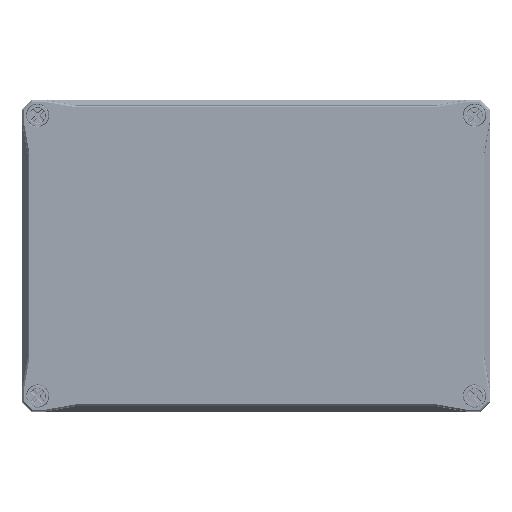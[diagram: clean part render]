
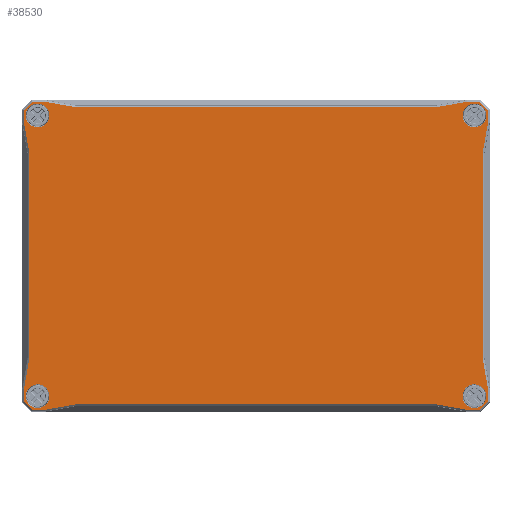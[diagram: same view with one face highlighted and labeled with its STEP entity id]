
A CAD part, top view. The second image highlights one B-rep face of the part: STEP entity #38530.
In plain terms, the highlighted face is planar.
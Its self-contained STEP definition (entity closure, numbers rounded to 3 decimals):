
#693=FACE_BOUND('',#8611,.T.);
#694=FACE_BOUND('',#8612,.T.);
#695=FACE_BOUND('',#8613,.T.);
#696=FACE_BOUND('',#8614,.T.);
#1455=LINE('',#62295,#2991);
#1456=LINE('',#62297,#2992);
#1457=LINE('',#62299,#2993);
#1458=LINE('',#62301,#2994);
#1459=LINE('',#62303,#2995);
#1460=LINE('',#62305,#2996);
#1461=LINE('',#62307,#2997);
#1462=LINE('',#62309,#2998);
#1463=LINE('',#62311,#2999);
#1464=LINE('',#62313,#3000);
#1465=LINE('',#62315,#3001);
#1466=LINE('',#62317,#3002);
#1467=LINE('',#62319,#3003);
#1468=LINE('',#62321,#3004);
#1469=LINE('',#62323,#3005);
#1470=LINE('',#62325,#3006);
#1471=LINE('',#62327,#3007);
#1472=LINE('',#62329,#3008);
#1473=LINE('',#62331,#3009);
#1474=LINE('',#62333,#3010);
#1475=LINE('',#62335,#3011);
#1476=LINE('',#62337,#3012);
#1477=LINE('',#62339,#3013);
#1478=LINE('',#62340,#3014);
#2991=VECTOR('',#47474,10.);
#2992=VECTOR('',#47475,10.);
#2993=VECTOR('',#47476,10.);
#2994=VECTOR('',#47477,10.);
#2995=VECTOR('',#47478,10.);
#2996=VECTOR('',#47479,10.);
#2997=VECTOR('',#47480,10.);
#2998=VECTOR('',#47481,10.);
#2999=VECTOR('',#47482,10.);
#3000=VECTOR('',#47483,10.);
#3001=VECTOR('',#47484,10.);
#3002=VECTOR('',#47485,10.);
#3003=VECTOR('',#47486,10.);
#3004=VECTOR('',#47487,10.);
#3005=VECTOR('',#47488,10.);
#3006=VECTOR('',#47489,10.);
#3007=VECTOR('',#47490,10.);
#3008=VECTOR('',#47491,10.);
#3009=VECTOR('',#47492,10.);
#3010=VECTOR('',#47493,10.);
#3011=VECTOR('',#47494,10.);
#3012=VECTOR('',#47495,10.);
#3013=VECTOR('',#47496,10.);
#3014=VECTOR('',#47497,10.);
#4509=PLANE('',#41437);
#5854=FACE_OUTER_BOUND('',#8610,.T.);
#8610=EDGE_LOOP('',(#26068,#26069,#26070,#26071,#26072,#26073,#26074,#26075,
#26076,#26077,#26078,#26079,#26080,#26081,#26082,#26083,#26084,#26085,#26086,
#26087,#26088,#26089,#26090,#26091));
#8611=EDGE_LOOP('',(#26092));
#8612=EDGE_LOOP('',(#26093));
#8613=EDGE_LOOP('',(#26094));
#8614=EDGE_LOOP('',(#26095));
#12583=CIRCLE('',#41433,7.598);
#12587=CIRCLE('',#41438,7.598);
#12588=CIRCLE('',#41439,7.598);
#12589=CIRCLE('',#41440,7.598);
#16133=VERTEX_POINT('',#62285);
#16136=VERTEX_POINT('',#62293);
#16137=VERTEX_POINT('',#62294);
#16138=VERTEX_POINT('',#62296);
#16139=VERTEX_POINT('',#62298);
#16140=VERTEX_POINT('',#62300);
#16141=VERTEX_POINT('',#62302);
#16142=VERTEX_POINT('',#62304);
#16143=VERTEX_POINT('',#62306);
#16144=VERTEX_POINT('',#62308);
#16145=VERTEX_POINT('',#62310);
#16146=VERTEX_POINT('',#62312);
#16147=VERTEX_POINT('',#62314);
#16148=VERTEX_POINT('',#62316);
#16149=VERTEX_POINT('',#62318);
#16150=VERTEX_POINT('',#62320);
#16151=VERTEX_POINT('',#62322);
#16152=VERTEX_POINT('',#62324);
#16153=VERTEX_POINT('',#62326);
#16154=VERTEX_POINT('',#62328);
#16155=VERTEX_POINT('',#62330);
#16156=VERTEX_POINT('',#62332);
#16157=VERTEX_POINT('',#62334);
#16158=VERTEX_POINT('',#62336);
#16159=VERTEX_POINT('',#62338);
#16160=VERTEX_POINT('',#62341);
#16161=VERTEX_POINT('',#62343);
#16162=VERTEX_POINT('',#62345);
#19823=EDGE_CURVE('',#16133,#16133,#12583,.T.);
#19827=EDGE_CURVE('',#16136,#16137,#1455,.T.);
#19828=EDGE_CURVE('',#16138,#16136,#1456,.T.);
#19829=EDGE_CURVE('',#16139,#16138,#1457,.T.);
#19830=EDGE_CURVE('',#16140,#16139,#1458,.T.);
#19831=EDGE_CURVE('',#16141,#16140,#1459,.T.);
#19832=EDGE_CURVE('',#16142,#16141,#1460,.T.);
#19833=EDGE_CURVE('',#16143,#16142,#1461,.T.);
#19834=EDGE_CURVE('',#16144,#16143,#1462,.T.);
#19835=EDGE_CURVE('',#16145,#16144,#1463,.T.);
#19836=EDGE_CURVE('',#16146,#16145,#1464,.T.);
#19837=EDGE_CURVE('',#16147,#16146,#1465,.T.);
#19838=EDGE_CURVE('',#16148,#16147,#1466,.T.);
#19839=EDGE_CURVE('',#16149,#16148,#1467,.T.);
#19840=EDGE_CURVE('',#16150,#16149,#1468,.T.);
#19841=EDGE_CURVE('',#16151,#16150,#1469,.T.);
#19842=EDGE_CURVE('',#16152,#16151,#1470,.T.);
#19843=EDGE_CURVE('',#16153,#16152,#1471,.T.);
#19844=EDGE_CURVE('',#16154,#16153,#1472,.T.);
#19845=EDGE_CURVE('',#16155,#16154,#1473,.T.);
#19846=EDGE_CURVE('',#16156,#16155,#1474,.T.);
#19847=EDGE_CURVE('',#16157,#16156,#1475,.T.);
#19848=EDGE_CURVE('',#16158,#16157,#1476,.T.);
#19849=EDGE_CURVE('',#16159,#16158,#1477,.T.);
#19850=EDGE_CURVE('',#16137,#16159,#1478,.T.);
#19851=EDGE_CURVE('',#16160,#16160,#12587,.T.);
#19852=EDGE_CURVE('',#16161,#16161,#12588,.T.);
#19853=EDGE_CURVE('',#16162,#16162,#12589,.T.);
#26068=ORIENTED_EDGE('',*,*,#19827,.F.);
#26069=ORIENTED_EDGE('',*,*,#19828,.F.);
#26070=ORIENTED_EDGE('',*,*,#19829,.F.);
#26071=ORIENTED_EDGE('',*,*,#19830,.F.);
#26072=ORIENTED_EDGE('',*,*,#19831,.F.);
#26073=ORIENTED_EDGE('',*,*,#19832,.F.);
#26074=ORIENTED_EDGE('',*,*,#19833,.F.);
#26075=ORIENTED_EDGE('',*,*,#19834,.F.);
#26076=ORIENTED_EDGE('',*,*,#19835,.F.);
#26077=ORIENTED_EDGE('',*,*,#19836,.F.);
#26078=ORIENTED_EDGE('',*,*,#19837,.F.);
#26079=ORIENTED_EDGE('',*,*,#19838,.F.);
#26080=ORIENTED_EDGE('',*,*,#19839,.F.);
#26081=ORIENTED_EDGE('',*,*,#19840,.F.);
#26082=ORIENTED_EDGE('',*,*,#19841,.F.);
#26083=ORIENTED_EDGE('',*,*,#19842,.F.);
#26084=ORIENTED_EDGE('',*,*,#19843,.F.);
#26085=ORIENTED_EDGE('',*,*,#19844,.F.);
#26086=ORIENTED_EDGE('',*,*,#19845,.F.);
#26087=ORIENTED_EDGE('',*,*,#19846,.F.);
#26088=ORIENTED_EDGE('',*,*,#19847,.F.);
#26089=ORIENTED_EDGE('',*,*,#19848,.F.);
#26090=ORIENTED_EDGE('',*,*,#19849,.F.);
#26091=ORIENTED_EDGE('',*,*,#19850,.F.);
#26092=ORIENTED_EDGE('',*,*,#19851,.F.);
#26093=ORIENTED_EDGE('',*,*,#19852,.F.);
#26094=ORIENTED_EDGE('',*,*,#19853,.F.);
#26095=ORIENTED_EDGE('',*,*,#19823,.F.);
#38530=ADVANCED_FACE('',(#5854,#693,#694,#695,#696),#4509,.F.);
#41433=AXIS2_PLACEMENT_3D('',#62286,#47464,#47465);
#41437=AXIS2_PLACEMENT_3D('',#62292,#47472,#47473);
#41438=AXIS2_PLACEMENT_3D('',#62342,#47498,#47499);
#41439=AXIS2_PLACEMENT_3D('',#62344,#47500,#47501);
#41440=AXIS2_PLACEMENT_3D('',#62346,#47502,#47503);
#47464=DIRECTION('center_axis',(0.,-1.,0.));
#47465=DIRECTION('ref_axis',(-1.,0.,0.));
#47472=DIRECTION('center_axis',(0.,1.,0.));
#47473=DIRECTION('ref_axis',(0.,0.,1.));
#47474=DIRECTION('',(0.,0.,-1.));
#47475=DIRECTION('',(0.174,0.,-0.985));
#47476=DIRECTION('',(0.,0.,-1.));
#47477=DIRECTION('',(-0.174,0.,-0.985));
#47478=DIRECTION('',(0.,0.,-1.));
#47479=DIRECTION('',(0.707,0.,-0.707));
#47480=DIRECTION('',(1.,0.,0.));
#47481=DIRECTION('',(0.985,0.,0.174));
#47482=DIRECTION('',(1.,0.,0.));
#47483=DIRECTION('',(0.985,0.,-0.174));
#47484=DIRECTION('',(1.,0.,0.));
#47485=DIRECTION('',(0.707,0.,0.707));
#47486=DIRECTION('',(0.,0.,1.));
#47487=DIRECTION('',(-0.174,0.,0.985));
#47488=DIRECTION('',(0.,0.,1.));
#47489=DIRECTION('',(0.174,0.,0.985));
#47490=DIRECTION('',(0.,0.,1.));
#47491=DIRECTION('',(-0.707,0.,0.707));
#47492=DIRECTION('',(-1.,0.,0.));
#47493=DIRECTION('',(-0.985,0.,-0.174));
#47494=DIRECTION('',(-1.,0.,0.));
#47495=DIRECTION('',(-0.985,0.,0.174));
#47496=DIRECTION('',(-1.,0.,0.));
#47497=DIRECTION('',(-0.707,0.,-0.707));
#47498=DIRECTION('center_axis',(0.,-1.,0.));
#47499=DIRECTION('ref_axis',(-1.,0.,0.));
#47500=DIRECTION('center_axis',(0.,-1.,0.));
#47501=DIRECTION('ref_axis',(-1.,0.,0.));
#47502=DIRECTION('center_axis',(0.,-1.,0.));
#47503=DIRECTION('ref_axis',(-1.,0.,0.));
#62285=CARTESIAN_POINT('',(-140.,-30.,-97.598));
#62286=CARTESIAN_POINT('Origin',(-140.,-30.,-90.));
#62292=CARTESIAN_POINT('Origin',(0.,-30.,0.));
#62293=CARTESIAN_POINT('',(148.738,-30.,-85.34));
#62294=CARTESIAN_POINT('',(148.738,-30.,-93.324));
#62295=CARTESIAN_POINT('',(148.738,-30.,50.));
#62296=CARTESIAN_POINT('',(145.273,-30.,-65.688));
#62297=CARTESIAN_POINT('',(137.474,-30.,-21.456));
#62298=CARTESIAN_POINT('',(145.273,-30.,65.688));
#62299=CARTESIAN_POINT('',(145.273,-30.,32.8));
#62300=CARTESIAN_POINT('',(148.738,-30.,85.34));
#62301=CARTESIAN_POINT('',(142.474,-30.,49.812));
#62302=CARTESIAN_POINT('',(148.738,-30.,93.324));
#62303=CARTESIAN_POINT('',(148.738,-30.,50.));
#62304=CARTESIAN_POINT('',(143.324,-30.,98.738));
#62305=CARTESIAN_POINT('',(133.531,-30.,108.531));
#62306=CARTESIAN_POINT('',(135.34,-30.,98.738));
#62307=CARTESIAN_POINT('',(-75.,-30.,98.738));
#62308=CARTESIAN_POINT('',(115.688,-30.,95.273));
#62309=CARTESIAN_POINT('',(51.485,-30.,83.952));
#62310=CARTESIAN_POINT('',(-115.688,-30.,95.273));
#62311=CARTESIAN_POINT('',(-57.8,-30.,95.273));
#62312=CARTESIAN_POINT('',(-135.34,-30.,98.738));
#62313=CARTESIAN_POINT('',(-79.842,-30.,88.952));
#62314=CARTESIAN_POINT('',(-143.324,-30.,98.738));
#62315=CARTESIAN_POINT('',(-75.,-30.,98.738));
#62316=CARTESIAN_POINT('',(-148.738,-30.,93.324));
#62317=CARTESIAN_POINT('',(-133.531,-30.,108.531));
#62318=CARTESIAN_POINT('',(-148.738,-30.,85.34));
#62319=CARTESIAN_POINT('',(-148.738,-30.,-50.));
#62320=CARTESIAN_POINT('',(-145.273,-30.,65.688));
#62321=CARTESIAN_POINT('',(-142.474,-30.,49.812));
#62322=CARTESIAN_POINT('',(-145.273,-30.,-65.688));
#62323=CARTESIAN_POINT('',(-145.273,-30.,32.8));
#62324=CARTESIAN_POINT('',(-148.738,-30.,-85.34));
#62325=CARTESIAN_POINT('',(-137.474,-30.,-21.456));
#62326=CARTESIAN_POINT('',(-148.738,-30.,-93.324));
#62327=CARTESIAN_POINT('',(-148.738,-30.,-50.));
#62328=CARTESIAN_POINT('',(-143.324,-30.,-98.738));
#62329=CARTESIAN_POINT('',(-133.531,-30.,-108.531));
#62330=CARTESIAN_POINT('',(-135.34,-30.,-98.738));
#62331=CARTESIAN_POINT('',(75.,-30.,-98.738));
#62332=CARTESIAN_POINT('',(-115.688,-30.,-95.273));
#62333=CARTESIAN_POINT('',(-79.842,-30.,-88.952));
#62334=CARTESIAN_POINT('',(115.688,-30.,-95.273));
#62335=CARTESIAN_POINT('',(-57.8,-30.,-95.273));
#62336=CARTESIAN_POINT('',(135.34,-30.,-98.738));
#62337=CARTESIAN_POINT('',(51.485,-30.,-83.952));
#62338=CARTESIAN_POINT('',(143.324,-30.,-98.738));
#62339=CARTESIAN_POINT('',(75.,-30.,-98.738));
#62340=CARTESIAN_POINT('',(133.531,-30.,-108.531));
#62341=CARTESIAN_POINT('',(-140.,-30.,82.402));
#62342=CARTESIAN_POINT('Origin',(-140.,-30.,90.));
#62343=CARTESIAN_POINT('',(140.,-30.,-97.598));
#62344=CARTESIAN_POINT('Origin',(140.,-30.,-90.));
#62345=CARTESIAN_POINT('',(140.,-30.,82.402));
#62346=CARTESIAN_POINT('Origin',(140.,-30.,90.));
